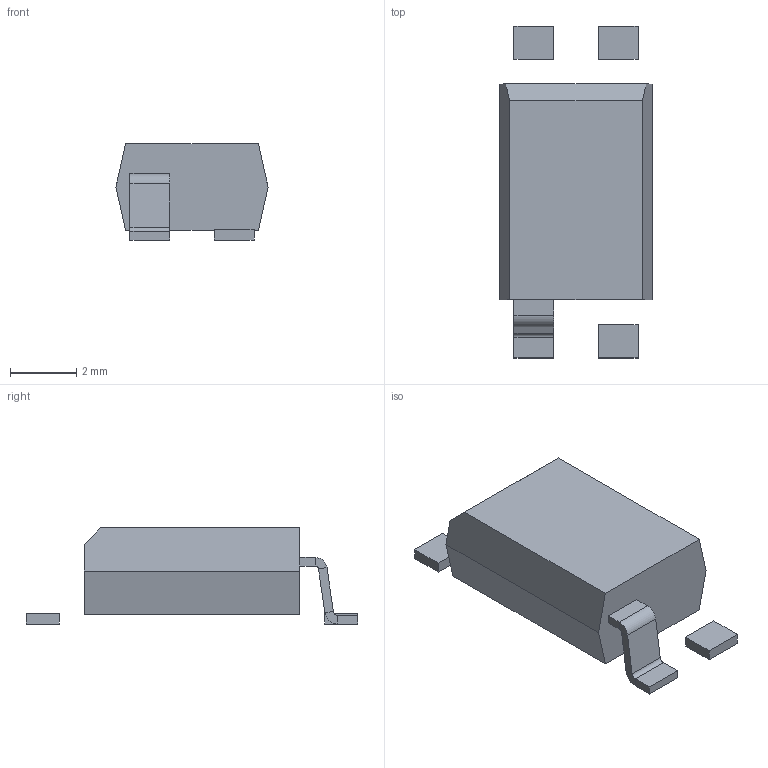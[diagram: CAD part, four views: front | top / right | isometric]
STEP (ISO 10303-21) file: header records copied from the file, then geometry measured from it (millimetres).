
FILE_DESCRIPTION(('FreeCAD Model'),'2;1');
FILE_NAME('PC817__Fusion.step', '2016-02-22T23:13:56',('Author'),(''), 'Open CASCADE STEP processor 6.8','FreeCAD','Unknown');
FILE_SCHEMA(('AUTOMOTIVE_DESIGN_CC2 { 1 2 10303 214 -1 1 5 4 }'));
Length unit declared in the file: millimetre
Products named in the file (2): ASSEMBLY; Fusion
Assembly tree (1 placements, depth 2):
  ASSEMBLY
    Fusion
Bounding box: 4.58 x 10 x 2.9 mm (x, y, z)
Volume: 74.2 mm3; surface area: 128.2 mm2
Topology: 4 solids, 4 shells, 48 faces, 101 edges, 62 vertices
Faces by surface type: plane 44, cylinder 4
Entity records: 2917 total; most frequent: CARTESIAN_POINT 453, DIRECTION 393, LINE 273, VECTOR 273, ORIENTED_EDGE 202, PCURVE 202, DEFINITIONAL_REPRESENTATION 202, EDGE_CURVE 101
